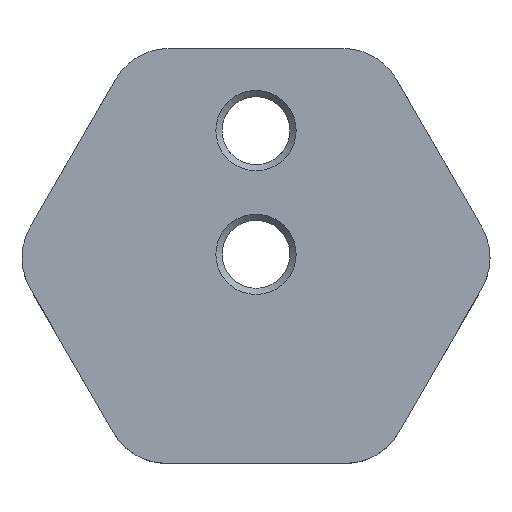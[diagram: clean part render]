
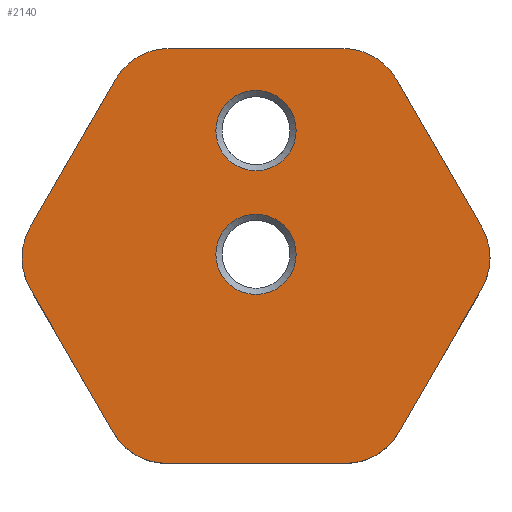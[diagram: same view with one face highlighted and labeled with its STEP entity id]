
A CAD part, top view. The second image highlights one B-rep face of the part: STEP entity #2140.
In plain terms, the highlighted planar face has unit normal (0, 0, 1).
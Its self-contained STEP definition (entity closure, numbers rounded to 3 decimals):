
#59=FACE_BOUND('',#716,.T.);
#60=FACE_BOUND('',#717,.T.);
#89=PLANE('',#2336);
#190=LINE('',#3642,#382);
#191=LINE('',#3646,#383);
#192=LINE('',#3650,#384);
#193=LINE('',#3654,#385);
#194=LINE('',#3658,#386);
#195=LINE('',#3661,#387);
#382=VECTOR('',#2674,10.);
#383=VECTOR('',#2677,10.);
#384=VECTOR('',#2680,10.);
#385=VECTOR('',#2683,10.);
#386=VECTOR('',#2686,10.);
#387=VECTOR('',#2689,10.);
#600=FACE_OUTER_BOUND('',#715,.T.);
#715=EDGE_LOOP('',(#1627,#1628,#1629,#1630,#1631,#1632,#1633,#1634,#1635,
#1636,#1637,#1638));
#716=EDGE_LOOP('',(#1639));
#717=EDGE_LOOP('',(#1640));
#855=CIRCLE('',#2335,3.25);
#856=CIRCLE('',#2337,5.);
#857=CIRCLE('',#2338,5.);
#858=CIRCLE('',#2339,5.);
#859=CIRCLE('',#2340,5.);
#860=CIRCLE('',#2341,5.);
#861=CIRCLE('',#2342,5.);
#862=CIRCLE('',#2343,3.25);
#1016=VERTEX_POINT('',#3634);
#1017=VERTEX_POINT('',#3638);
#1018=VERTEX_POINT('',#3639);
#1019=VERTEX_POINT('',#3641);
#1020=VERTEX_POINT('',#3643);
#1021=VERTEX_POINT('',#3645);
#1022=VERTEX_POINT('',#3647);
#1023=VERTEX_POINT('',#3649);
#1024=VERTEX_POINT('',#3651);
#1025=VERTEX_POINT('',#3653);
#1026=VERTEX_POINT('',#3655);
#1027=VERTEX_POINT('',#3657);
#1028=VERTEX_POINT('',#3659);
#1029=VERTEX_POINT('',#3662);
#1252=EDGE_CURVE('',#1016,#1016,#855,.T.);
#1253=EDGE_CURVE('',#1017,#1018,#856,.T.);
#1254=EDGE_CURVE('',#1019,#1017,#190,.T.);
#1255=EDGE_CURVE('',#1020,#1019,#857,.T.);
#1256=EDGE_CURVE('',#1021,#1020,#191,.T.);
#1257=EDGE_CURVE('',#1022,#1021,#858,.T.);
#1258=EDGE_CURVE('',#1023,#1022,#192,.T.);
#1259=EDGE_CURVE('',#1024,#1023,#859,.T.);
#1260=EDGE_CURVE('',#1025,#1024,#193,.T.);
#1261=EDGE_CURVE('',#1026,#1025,#860,.T.);
#1262=EDGE_CURVE('',#1027,#1026,#194,.T.);
#1263=EDGE_CURVE('',#1028,#1027,#861,.T.);
#1264=EDGE_CURVE('',#1018,#1028,#195,.T.);
#1265=EDGE_CURVE('',#1029,#1029,#862,.T.);
#1627=ORIENTED_EDGE('',*,*,#1253,.F.);
#1628=ORIENTED_EDGE('',*,*,#1254,.F.);
#1629=ORIENTED_EDGE('',*,*,#1255,.F.);
#1630=ORIENTED_EDGE('',*,*,#1256,.F.);
#1631=ORIENTED_EDGE('',*,*,#1257,.F.);
#1632=ORIENTED_EDGE('',*,*,#1258,.F.);
#1633=ORIENTED_EDGE('',*,*,#1259,.F.);
#1634=ORIENTED_EDGE('',*,*,#1260,.F.);
#1635=ORIENTED_EDGE('',*,*,#1261,.F.);
#1636=ORIENTED_EDGE('',*,*,#1262,.F.);
#1637=ORIENTED_EDGE('',*,*,#1263,.F.);
#1638=ORIENTED_EDGE('',*,*,#1264,.F.);
#1639=ORIENTED_EDGE('',*,*,#1265,.F.);
#1640=ORIENTED_EDGE('',*,*,#1252,.F.);
#2140=ADVANCED_FACE('',(#600,#59,#60),#89,.T.);
#2335=AXIS2_PLACEMENT_3D('',#3636,#2668,#2669);
#2336=AXIS2_PLACEMENT_3D('',#3637,#2670,#2671);
#2337=AXIS2_PLACEMENT_3D('',#3640,#2672,#2673);
#2338=AXIS2_PLACEMENT_3D('',#3644,#2675,#2676);
#2339=AXIS2_PLACEMENT_3D('',#3648,#2678,#2679);
#2340=AXIS2_PLACEMENT_3D('',#3652,#2681,#2682);
#2341=AXIS2_PLACEMENT_3D('',#3656,#2684,#2685);
#2342=AXIS2_PLACEMENT_3D('',#3660,#2687,#2688);
#2343=AXIS2_PLACEMENT_3D('',#3663,#2690,#2691);
#2668=DIRECTION('center_axis',(0.,0.,1.));
#2669=DIRECTION('ref_axis',(1.,0.,0.));
#2670=DIRECTION('center_axis',(0.,0.,1.));
#2671=DIRECTION('ref_axis',(1.,0.,0.));
#2672=DIRECTION('center_axis',(0.,0.,-1.));
#2673=DIRECTION('ref_axis',(0.866,0.5,0.));
#2674=DIRECTION('',(1.,0.,0.));
#2675=DIRECTION('center_axis',(0.,0.,-1.));
#2676=DIRECTION('ref_axis',(0.,1.,0.));
#2677=DIRECTION('',(0.5,0.866,0.));
#2678=DIRECTION('center_axis',(0.,0.,-1.));
#2679=DIRECTION('ref_axis',(-0.866,0.5,0.));
#2680=DIRECTION('',(-0.5,0.866,0.));
#2681=DIRECTION('center_axis',(0.,0.,-1.));
#2682=DIRECTION('ref_axis',(-0.866,-0.5,0.));
#2683=DIRECTION('',(-1.,0.,0.));
#2684=DIRECTION('center_axis',(0.,0.,-1.));
#2685=DIRECTION('ref_axis',(0.,-1.,0.));
#2686=DIRECTION('',(-0.5,-0.866,0.));
#2687=DIRECTION('center_axis',(0.,0.,-1.));
#2688=DIRECTION('ref_axis',(0.866,-0.5,0.));
#2689=DIRECTION('',(0.5,-0.866,0.));
#2690=DIRECTION('center_axis',(0.,0.,1.));
#2691=DIRECTION('ref_axis',(1.,0.,0.));
#3634=CARTESIAN_POINT('',(-3.25,7.202,52.846));
#3636=CARTESIAN_POINT('Origin',(0.,7.202,
52.846));
#3637=CARTESIAN_POINT('Origin',(0.,-2.929,
52.846));
#3638=CARTESIAN_POINT('',(7.026,13.85,52.846));
#3639=CARTESIAN_POINT('',(11.357,11.35,52.846));
#3640=CARTESIAN_POINT('Origin',(7.026,8.85,52.846));
#3641=CARTESIAN_POINT('',(-7.026,13.85,52.846));
#3642=CARTESIAN_POINT('',(3.513,13.85,52.846));
#3643=CARTESIAN_POINT('',(-11.357,11.35,52.846));
#3644=CARTESIAN_POINT('Origin',(-7.026,8.85,52.846));
#3645=CARTESIAN_POINT('',(-18.248,-0.587,52.846));
#3646=CARTESIAN_POINT('',(-13.028,8.454,52.846));
#3647=CARTESIAN_POINT('',(-18.248,-5.587,52.846));
#3648=CARTESIAN_POINT('Origin',(-13.918,-3.087,52.846));
#3649=CARTESIAN_POINT('',(-11.539,-17.207,52.846));
#3650=CARTESIAN_POINT('',(-16.543,-8.541,52.846));
#3651=CARTESIAN_POINT('',(-7.209,-19.707,52.846));
#3652=CARTESIAN_POINT('Origin',(-7.209,-14.707,52.846));
#3653=CARTESIAN_POINT('',(7.209,-19.707,52.846));
#3654=CARTESIAN_POINT('',(-3.605,-19.707,52.846));
#3655=CARTESIAN_POINT('',(11.539,-17.207,52.846));
#3656=CARTESIAN_POINT('Origin',(7.209,-14.707,52.846));
#3657=CARTESIAN_POINT('',(18.248,-5.587,52.846));
#3658=CARTESIAN_POINT('',(13.188,-14.351,52.846));
#3659=CARTESIAN_POINT('',(18.248,-0.587,52.846));
#3660=CARTESIAN_POINT('Origin',(13.918,-3.087,52.846));
#3661=CARTESIAN_POINT('',(16.474,2.486,52.846));
#3662=CARTESIAN_POINT('',(-3.25,-2.798,52.846));
#3663=CARTESIAN_POINT('Origin',(0.,-2.798,
52.846));
